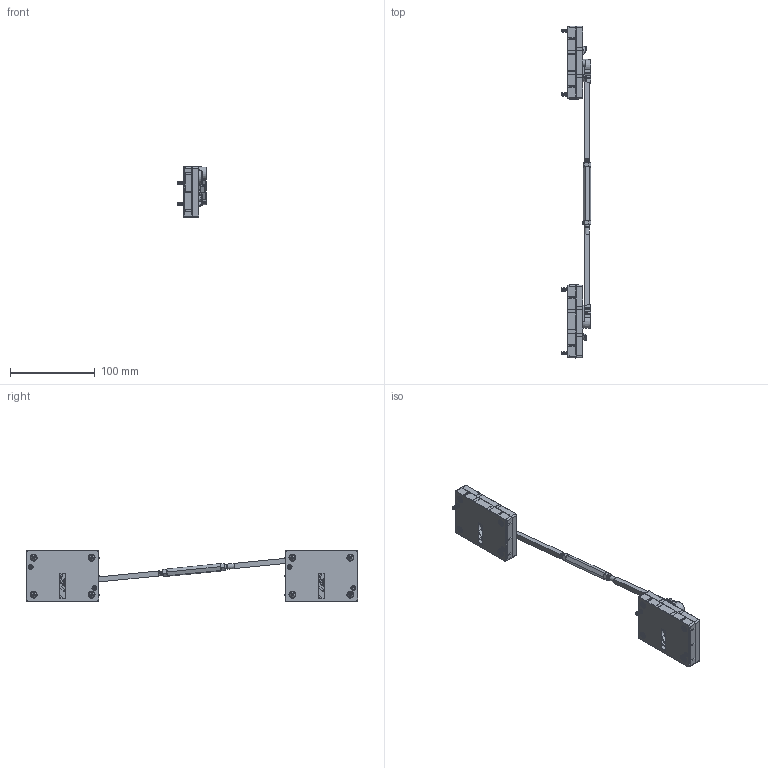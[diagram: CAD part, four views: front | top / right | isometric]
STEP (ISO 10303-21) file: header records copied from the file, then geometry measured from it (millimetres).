
FILE_DESCRIPTION(/* description */ (''),/* implementation_level */ '2;1');
FILE_NAME(/* name */ 'FILE_STP_CAD_DRAWING_3D_BFX5503_prt.stp',/* time_stamp */ '2022-09-08T08:12:49+02:00',/* author */ (''),/* organization */ (''),/* preprocessor_version */ 'ST-DEVELOPER v16.7',/* originating_system */ 'SIEMENS PLM Software NX 12.0',/* authorisation */ '');
FILE_SCHEMA (('AUTOMOTIVE_DESIGN { 1 0 10303 214 3 1 1 1 }'));
Products named in the file (1): 3D_BFX5503
Bounding box: 35.15 x 391.2 x 60.78 mm (x, y, z)
Surface area: 61119.9 mm2 (no closed solid volume)
Topology: 0 solids, 61 shells, 1496 faces, 5357 edges, 3849 vertices
Faces by surface type: plane 663, cylinder 264, bspline 258, cone 172, torus 109, sphere 18, extrusion 12
Full cylindrical faces by diameter (mm): 4.2 x2, 5 x2, 6 x4
Entity records: 73613 total; most frequent: CARTESIAN_POINT 30663, ORIENTED_EDGE 8560, DIRECTION 8334, EDGE_CURVE 5215, VERTEX_POINT 3800, AXIS2_PLACEMENT_3D 3139, VECTOR 2056, LINE 2044
